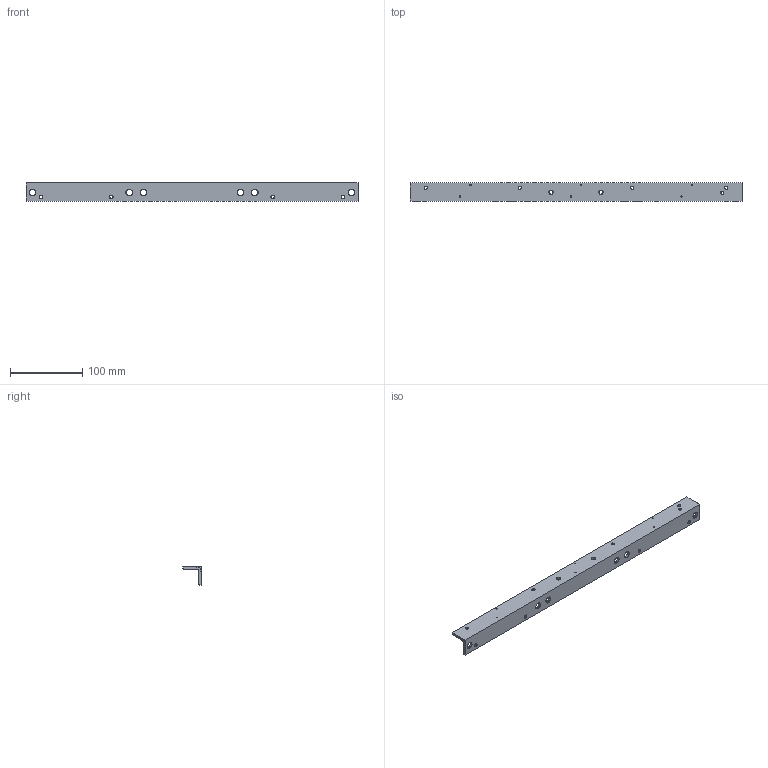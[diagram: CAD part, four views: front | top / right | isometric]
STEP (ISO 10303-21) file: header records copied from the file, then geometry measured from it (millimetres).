
FILE_DESCRIPTION(/* description */ (''),/* implementation_level */ '2;1');
FILE_NAME(/* name */ 'LiBCM004 - Battery Rail - RevA.stp',/* time_stamp */ '2024-01-30T01:44:00-05:00',/* author */ ('Win240'),/* organization */ (''),/* preprocessor_version */ 'ST-DEVELOPER v16.5',/* originating_system */ 'Autodesk Inventor 2017',/* authorisation */ '');
FILE_SCHEMA (('AUTOMOTIVE_DESIGN { 1 0 10303 214 3 1 1 }'));
Length unit declared in the file: inch
Products named in the file (1): Bracket - 5th Module
Bounding box: 459.25 x 25.4 x 25.4 mm (x, y, z)
Volume: 68173.9 mm3; surface area: 45731.5 mm2
Topology: 1 solids, 1 shells, 74 faces, 183 edges, 108 vertices
Faces by surface type: cone 34, cylinder 26, plane 14
Full cylindrical faces by diameter (mm): 1.778 x6, 3.969 x5, 4.496 x4, 5.556 x2, 8.731 x6
Entity records: 2039 total; most frequent: DIRECTION 358, CARTESIAN_POINT 357, ORIENTED_EDGE 246, EDGE_LOOP 174, AXIS2_PLACEMENT_3D 163, EDGE_CURVE 123, VERTEX_POINT 105, FACE_BOUND 100
